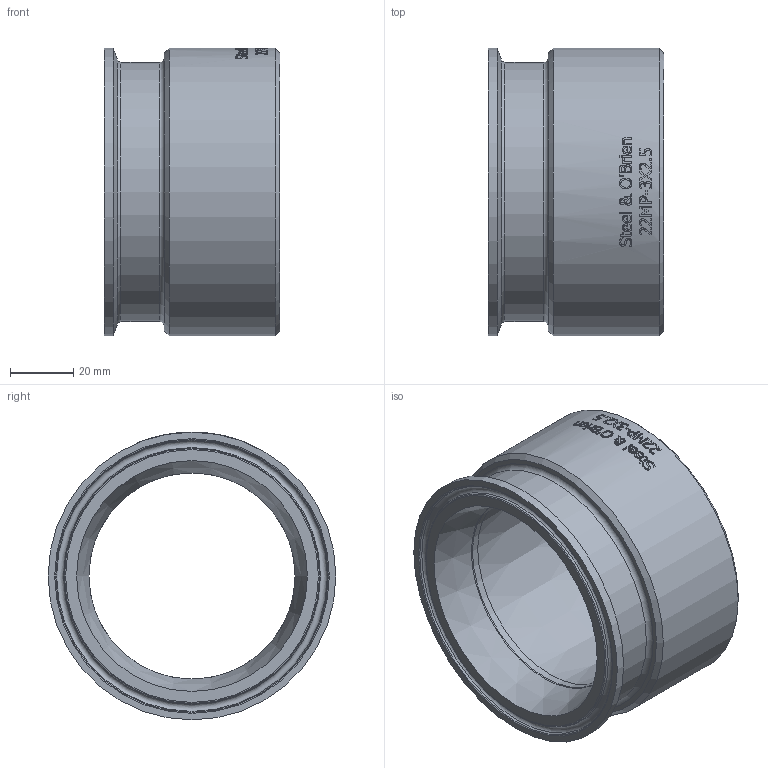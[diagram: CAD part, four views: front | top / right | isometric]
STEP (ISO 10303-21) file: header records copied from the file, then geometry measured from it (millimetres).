
FILE_DESCRIPTION(/* description */ (''),/* implementation_level */ '2;1');
FILE_NAME(/* name */ '22MP-3X2.5.ipt.stp',/* time_stamp */ '2019-08-23T16:29:55-04:00',/* author */ ('Engineering'),/* organization */ (''),/* preprocessor_version */ 'ST-DEVELOPER v15.2',/* originating_system */ 'Autodesk Inventor 2014',/* authorisation */ '');
FILE_SCHEMA (('AUTOMOTIVE_DESIGN { 1 0 10303 214 3 1 1 }'));
Length unit declared in the file: inch
Products named in the file (1): 22MP-3X2.5
Bounding box: 55.55 x 90.91 x 90.91 mm (x, y, z)
Volume: 144265.4 mm3; surface area: 34047.1 mm2
Topology: 1 solids, 1 shells, 401 faces, 1078 edges, 714 vertices
Faces by surface type: bspline 192, plane 158, cylinder 37, cone 8, torus 6
Full cylindrical faces by diameter (mm): 65.135 x1, 81.89 x1, 90.907 x2
Entity records: 15879 total; most frequent: CARTESIAN_POINT 6964, ORIENTED_EDGE 2120, DIRECTION 1300, EDGE_CURVE 1060, VERTEX_POINT 714, LINE 472, VECTOR 472, EDGE_LOOP 456
